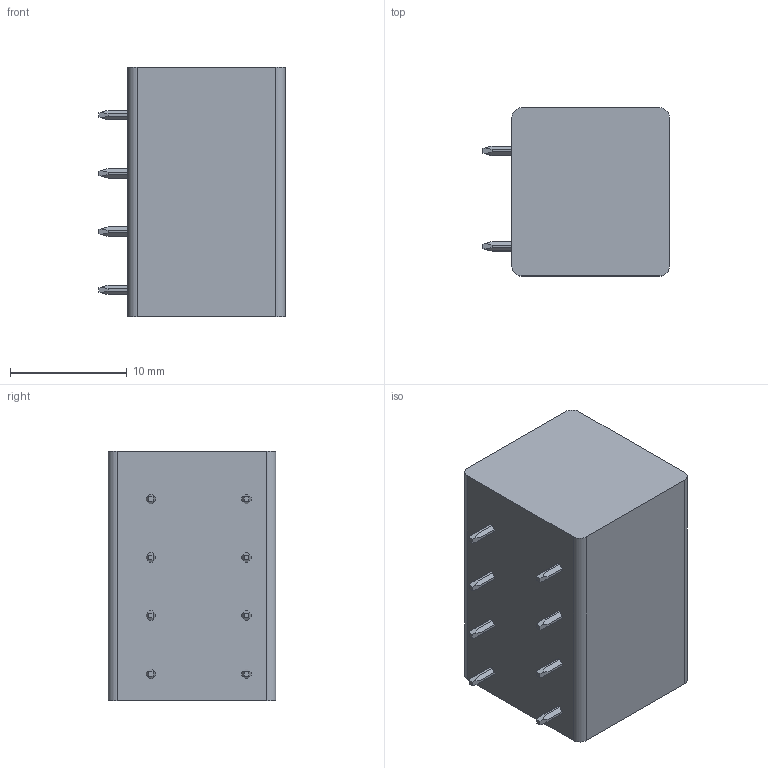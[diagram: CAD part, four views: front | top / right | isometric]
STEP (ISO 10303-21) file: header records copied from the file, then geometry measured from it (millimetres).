
FILE_DESCRIPTION (( 'STEP AP203' ), '1' );
FILE_NAME ('MPX420-500404.STEP', '2018-07-18T05:47:27', ( 'AcerPC' ), ( 'DECA' ), 'SwSTEP 2.0', 'SolidWorks 2012', '' );
FILE_SCHEMA (( 'CONFIG_CONTROL_DESIGN' ));
Length unit declared in the file: millimetre
Products named in the file (1): MPX420-500404
Bounding box: 16 x 14.4 x 21.4 mm (x, y, z)
Volume: 4087.9 mm3; surface area: 1674 mm2
Topology: 1 solids, 1 shells, 158 faces, 420 edges, 280 vertices
Faces by surface type: plane 134, cylinder 24
Full cylindrical faces by diameter (mm): 4 x4
Entity records: 4893 total; most frequent: CARTESIAN_POINT 903, ORIENTED_EDGE 832, DIRECTION 750, EDGE_CURVE 416, LINE 368, VECTOR 368, VERTEX_POINT 280, AXIS2_PLACEMENT_3D 191
